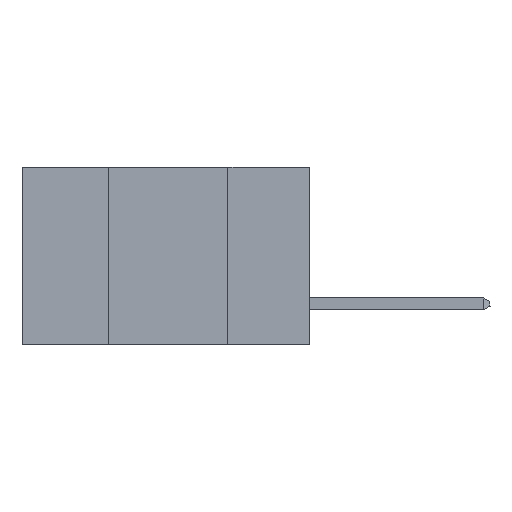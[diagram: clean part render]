
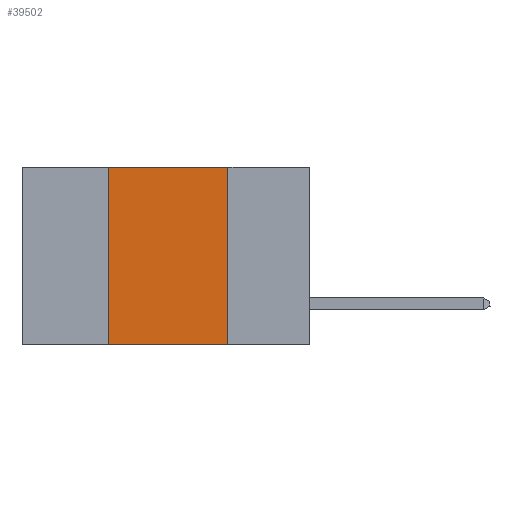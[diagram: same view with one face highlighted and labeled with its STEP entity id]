
A CAD part, left-side view. The second image highlights one B-rep face of the part: STEP entity #39502.
In plain terms, the highlighted planar face has unit normal (-1, 0, 0).
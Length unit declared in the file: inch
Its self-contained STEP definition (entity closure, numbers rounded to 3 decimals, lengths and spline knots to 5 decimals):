
#45 = EDGE_CURVE ( 'NONE', #9212, #1037, #17958, .T. ) ;
#1037 = VERTEX_POINT ( 'NONE', #38314 ) ;
#1495 = DIRECTION ( 'NONE',  ( 0., 0., -1. ) ) ;
#1858 = LINE ( 'NONE', #19825, #27263 ) ;
#4069 = DIRECTION ( 'NONE',  ( 1., 0., 0. ) ) ;
#4354 = VERTEX_POINT ( 'NONE', #26545 ) ;
#4887 = VECTOR ( 'NONE', #19916, 39.37008 ) ;
#5595 = CARTESIAN_POINT ( 'NONE',  ( 0., 0.6, -0.37 ) ) ;
#5996 = DIRECTION ( 'NONE',  ( 0., -1., 0. ) ) ;
#6666 = CARTESIAN_POINT ( 'NONE',  ( 0., 0.42, 0. ) ) ;
#9212 = VERTEX_POINT ( 'NONE', #37834 ) ;
#9343 = LINE ( 'NONE', #5595, #23733 ) ;
#11010 = EDGE_CURVE ( 'NONE', #4354, #20020, #1858, .T. ) ;
#11737 = AXIS2_PLACEMENT_3D ( 'NONE', #28413, #4069, #31640 ) ;
#14353 = ORIENTED_EDGE ( 'NONE', *, *, #11010, .F. ) ;
#15005 = ORIENTED_EDGE ( 'NONE', *, *, #32499, .T. ) ;
#17090 = EDGE_LOOP ( 'NONE', ( #14353, #28207, #32987, #15005 ) ) ;
#17958 = LINE ( 'NONE', #6666, #35262 ) ;
#19825 = CARTESIAN_POINT ( 'NONE',  ( 0., 0.17, 0. ) ) ;
#19916 = DIRECTION ( 'NONE',  ( 0., -1., 0. ) ) ;
#20020 = VERTEX_POINT ( 'NONE', #39764 ) ;
#23733 = VECTOR ( 'NONE', #5996, 39.37008 ) ;
#25609 = PLANE ( 'NONE',  #11737 ) ;
#26545 = CARTESIAN_POINT ( 'NONE',  ( 0., 0.17, 0. ) ) ;
#27263 = VECTOR ( 'NONE', #1495, 39.37008 ) ;
#27583 = DIRECTION ( 'NONE',  ( 0., 0., 1. ) ) ;
#28207 = ORIENTED_EDGE ( 'NONE', *, *, #39139, .F. ) ;
#28413 = CARTESIAN_POINT ( 'NONE',  ( 0., 0.6, 0. ) ) ;
#31640 = DIRECTION ( 'NONE',  ( 0., 0., -1. ) ) ;
#32499 = EDGE_CURVE ( 'NONE', #9212, #20020, #9343, .T. ) ;
#32628 = FACE_OUTER_BOUND ( 'NONE', #17090, .T. ) ;
#32987 = ORIENTED_EDGE ( 'NONE', *, *, #45, .F. ) ;
#35262 = VECTOR ( 'NONE', #27583, 39.37008 ) ;
#37361 = CARTESIAN_POINT ( 'NONE',  ( 0., 0.6, 0. ) ) ;
#37834 = CARTESIAN_POINT ( 'NONE',  ( 0., 0.42, -0.37 ) ) ;
#38314 = CARTESIAN_POINT ( 'NONE',  ( 0., 0.42, 0. ) ) ;
#38935 = LINE ( 'NONE', #37361, #4887 ) ;
#39139 = EDGE_CURVE ( 'NONE', #1037, #4354, #38935, .T. ) ;
#39502 = ADVANCED_FACE ( 'NONE', ( #32628 ), #25609, .F. ) ;
#39764 = CARTESIAN_POINT ( 'NONE',  ( 0., 0.17, -0.37 ) ) ;
